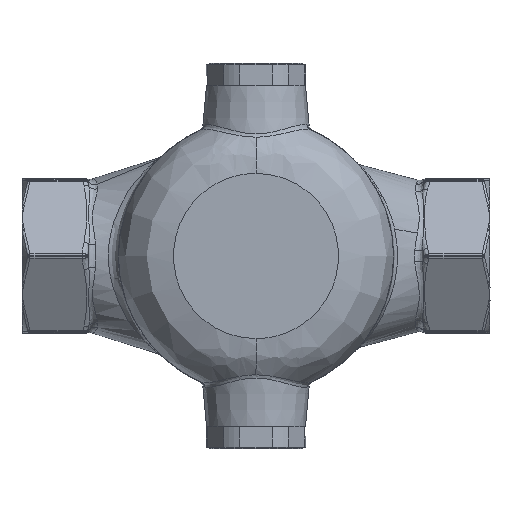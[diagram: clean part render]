
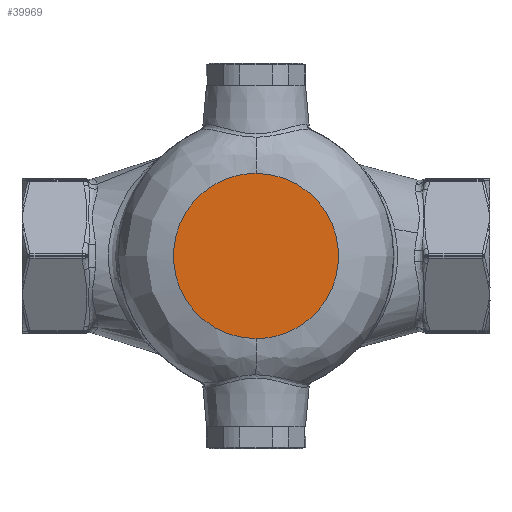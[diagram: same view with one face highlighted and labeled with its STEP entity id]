
A CAD part, front view. The second image highlights one B-rep face of the part: STEP entity #39969.
In plain terms, the highlighted planar face has unit normal (0, -1, 0).
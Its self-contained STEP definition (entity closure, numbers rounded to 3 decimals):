
#11051 = CARTESIAN_POINT ( 'NONE',  ( 30., -32., -15. ) ) ;
#16289 = CARTESIAN_POINT ( 'NONE',  ( 0., -32., 15. ) ) ;
#19227 = FACE_OUTER_BOUND ( 'NONE', #47774, .T. ) ;
#22687 = CARTESIAN_POINT ( 'NONE',  ( 0., -32., -15. ) ) ;
#24119 = EDGE_CURVE ( 'NONE', #44138, #46180, #43437, .T. ) ;
#26669 = CARTESIAN_POINT ( 'NONE',  ( 0., -32., 15. ) ) ;
#31284 = AXIS2_PLACEMENT_3D ( 'NONE', #76655, #76246, #38904 ) ;
#34786 = CARTESIAN_POINT ( 'NONE',  ( 30., -32., 15. ) ) ;
#35168 = CARTESIAN_POINT ( 'NONE',  ( -30., -32., 15. ) ) ;
#38904 = DIRECTION ( 'NONE',  ( 0., 0., -1. ) ) ;
#39908 = CARTESIAN_POINT ( 'NONE',  ( 0., -32., -15. ) ) ;
#39969 = ADVANCED_FACE ( 'NONE', ( #19227 ), #43752, .T. ) ;
#40116 =( BOUNDED_CURVE ( )  B_SPLINE_CURVE ( 3, ( #22687, #47225, #35168, #72107 ),
 .UNSPECIFIED., .F., .T. ) 
 B_SPLINE_CURVE_WITH_KNOTS ( ( 4, 4 ),
 ( 0., 1. ),
 .UNSPECIFIED. ) 
 CURVE ( )  GEOMETRIC_REPRESENTATION_ITEM ( )  RATIONAL_B_SPLINE_CURVE ( ( 1., 0.333, 0.333, 1. ) ) 
 REPRESENTATION_ITEM ( '' )  );
#41352 = ORIENTED_EDGE ( 'NONE', *, *, #58209, .F. ) ;
#43437 =( BOUNDED_CURVE ( )  B_SPLINE_CURVE ( 3, ( #16289, #34786, #11051, #59281 ),
 .UNSPECIFIED., .F., .F. ) 
 B_SPLINE_CURVE_WITH_KNOTS ( ( 4, 4 ),
 ( 0., 1. ),
 .UNSPECIFIED. ) 
 CURVE ( )  GEOMETRIC_REPRESENTATION_ITEM ( )  RATIONAL_B_SPLINE_CURVE ( ( 1., 0.333, 0.333, 1. ) ) 
 REPRESENTATION_ITEM ( '' )  );
#43752 = PLANE ( 'NONE',  #31284 ) ;
#44138 = VERTEX_POINT ( 'NONE', #26669 ) ;
#46180 = VERTEX_POINT ( 'NONE', #39908 ) ;
#47225 = CARTESIAN_POINT ( 'NONE',  ( -30., -32., -15. ) ) ;
#47774 = EDGE_LOOP ( 'NONE', ( #41352, #72386 ) ) ;
#58209 = EDGE_CURVE ( 'NONE', #46180, #44138, #40116, .T. ) ;
#59281 = CARTESIAN_POINT ( 'NONE',  ( 0., -32., -15. ) ) ;
#72107 = CARTESIAN_POINT ( 'NONE',  ( 0., -32., 15. ) ) ;
#72386 = ORIENTED_EDGE ( 'NONE', *, *, #24119, .F. ) ;
#76246 = DIRECTION ( 'NONE',  ( 0., -1., 0. ) ) ;
#76655 = CARTESIAN_POINT ( 'NONE',  ( 0., -32., -15. ) ) ;
